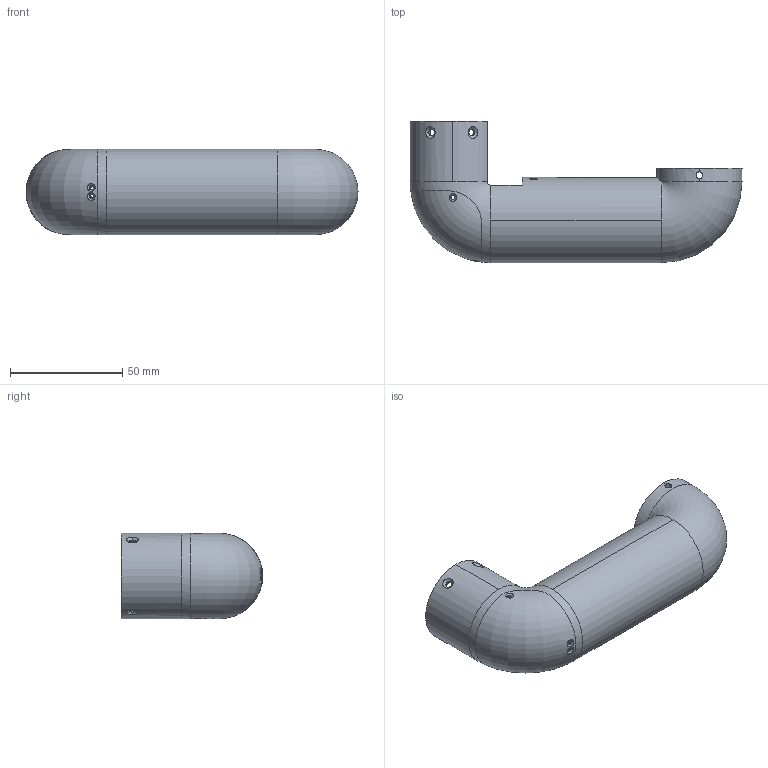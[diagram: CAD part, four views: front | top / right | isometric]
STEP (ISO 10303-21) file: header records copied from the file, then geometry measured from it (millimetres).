
FILE_DESCRIPTION (( 'STEP AP214' ), '1' );
FILE_NAME ('Than_ong.STEP', '2022-08-03T16:19:15', ( 'pc' ), ( '' ), 'SwSTEP 2.0', 'SolidWorks 2018', '' );
FILE_SCHEMA (( 'AUTOMOTIVE_DESIGN' ));
Length unit declared in the file: millimetre
Products named in the file (1): Than_ong
Bounding box: 148 x 63 x 38 mm (x, y, z)
Volume: 35645.7 mm3; surface area: 37150.8 mm2
Topology: 2 solids, 2 shells, 280 faces, 780 edges, 494 vertices
Faces by surface type: cylinder 153, cone 41, plane 40, bspline 36, torus 10
Entity records: 22161 total; most frequent: CARTESIAN_POINT 15978, ORIENTED_EDGE 1552, DIRECTION 972, EDGE_CURVE 776, VERTEX_POINT 494, AXIS2_PLACEMENT_3D 362, EDGE_LOOP 318, ADVANCED_FACE 280
